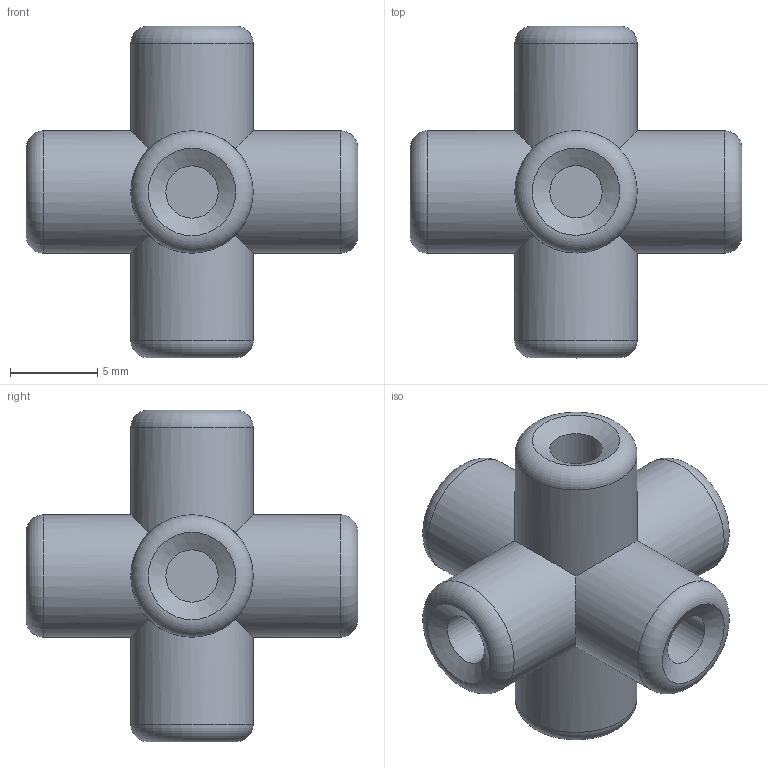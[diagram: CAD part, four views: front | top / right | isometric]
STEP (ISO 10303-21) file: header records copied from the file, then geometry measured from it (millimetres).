
FILE_DESCRIPTION(('STEP AP203'), '1');
FILE_NAME('Core', '', ('UNSPECIFIED'), ('UNSPECIFIED'), 'C3D Converter', 'C3D Toolkit', '');
FILE_SCHEMA(('CONFIG_CONTROL_DESIGN'));
Length unit declared in the file: millimetre
Bounding box: 19 x 19 x 19 mm (x, y, z)
Volume: 1407.6 mm3; surface area: 1327.6 mm2
Topology: 1 solids, 1 shells, 30 faces, 65 edges, 37 vertices
Faces by surface type: cylinder 12, plane 6, torus 6, cone 6
Full cylindrical faces by diameter (mm): 3 x6, 7 x6
Entity records: 961 total; most frequent: CARTESIAN_POINT 160, DIRECTION 110, ORIENTED_EDGE 82, AXIS2_PLACEMENT_3D 55, EDGE_LOOP 54, FACE_OUTER_BOUND 42, EDGE_CURVE 41, VERTEX_POINT 37
